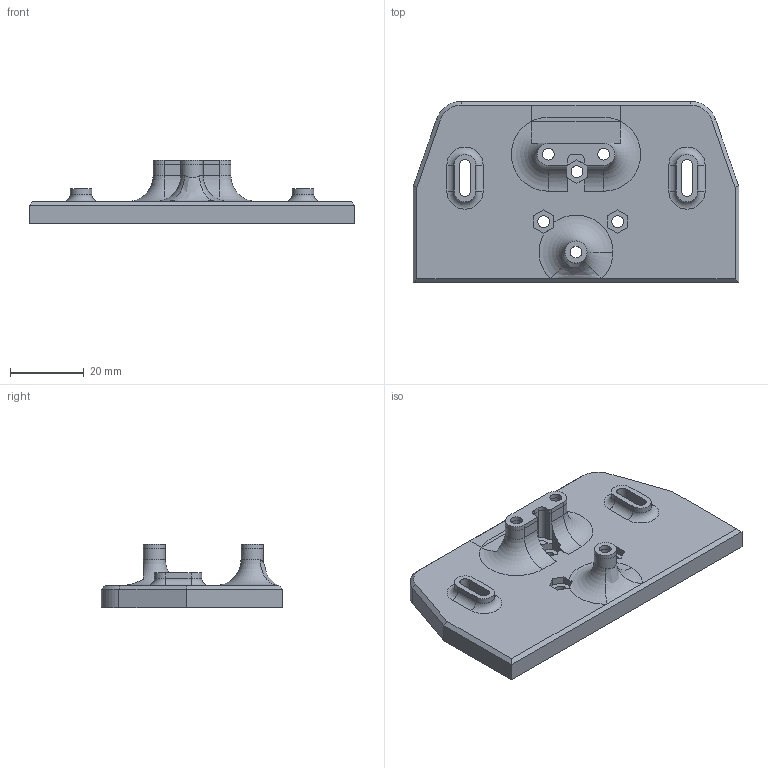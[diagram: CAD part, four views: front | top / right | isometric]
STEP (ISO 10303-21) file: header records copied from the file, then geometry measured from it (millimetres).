
FILE_DESCRIPTION(('FreeCAD Model'),'2;1');
FILE_NAME('Open CASCADE Shape Model','2025-06-01T13:18:57',(''),(''), 'Open CASCADE STEP processor 7.8','FreeCAD','Unknown');
FILE_SCHEMA(('AUTOMOTIVE_DESIGN { 1 0 10303 214 1 1 1 1 }'));
Length unit declared in the file: millimetre
Products named in the file (1): Front
Bounding box: 88 x 49 x 17.2 mm (x, y, z)
Volume: 25741.4 mm3; surface area: 11803.6 mm2
Topology: 1 solids, 1 shells, 154 faces, 400 edges, 249 vertices
Faces by surface type: plane 102, cylinder 41, torus 8, cone 2, bspline 1
Full cylindrical faces by diameter (mm): 3.2 x11, 6 x2
Entity records: 4985 total; most frequent: CARTESIAN_POINT 1118, ORIENTED_EDGE 800, DIRECTION 791, EDGE_CURVE 400, LINE 295, VECTOR 295, VERTEX_POINT 249, AXIS2_PLACEMENT_3D 248
